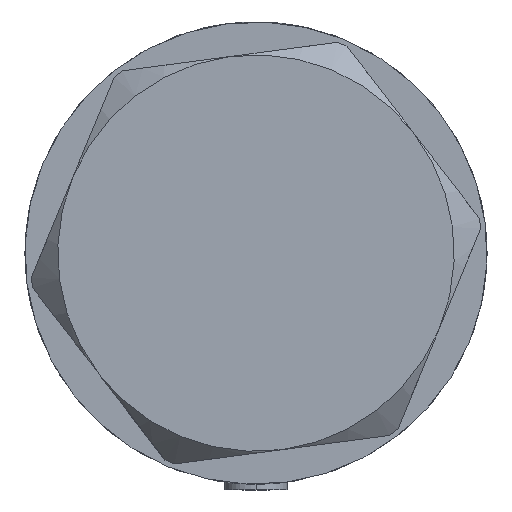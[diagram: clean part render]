
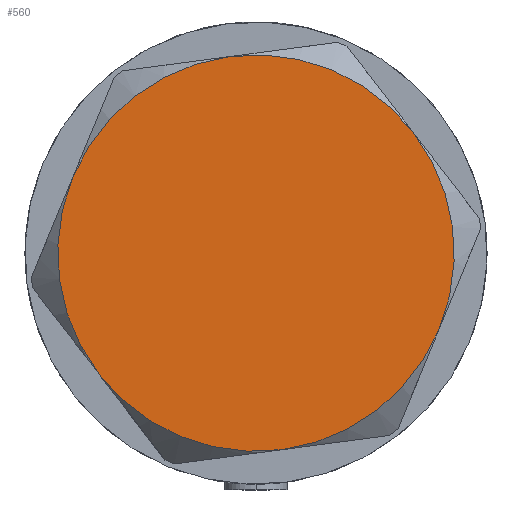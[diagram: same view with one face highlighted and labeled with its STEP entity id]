
A CAD part, left-side view. The second image highlights one B-rep face of the part: STEP entity #560.
In plain terms, the highlighted face is planar.
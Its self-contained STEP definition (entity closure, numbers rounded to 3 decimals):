
#242 = CARTESIAN_POINT ( 'NONE',  ( -37.75, 0., 13. ) ) ;
#308 = DIRECTION ( 'NONE',  ( 0., 0., 1. ) ) ;
#316 = ORIENTED_EDGE ( 'NONE', *, *, #2403, .T. ) ;
#389 = CIRCLE ( 'NONE', #2902, 37.75 ) ;
#456 = CIRCLE ( 'NONE', #4683, 37.75 ) ;
#472 = PLANE ( 'NONE',  #942 ) ;
#560 = ADVANCED_FACE ( 'NONE', ( #1149 ), #472, .T. ) ;
#572 = VERTEX_POINT ( 'NONE', #1921 ) ;
#585 = DIRECTION ( 'NONE',  ( 1., 0., 0. ) ) ;
#751 = DIRECTION ( 'NONE',  ( 0., 0., 1. ) ) ;
#770 = DIRECTION ( 'NONE',  ( 0., 0., 1. ) ) ;
#851 = VERTEX_POINT ( 'NONE', #242 ) ;
#882 = ORIENTED_EDGE ( 'NONE', *, *, #2611, .T. ) ;
#906 = DIRECTION ( 'NONE',  ( 1., 0., 0. ) ) ;
#942 = AXIS2_PLACEMENT_3D ( 'NONE', #2668, #770, #3369 ) ;
#1106 = CIRCLE ( 'NONE', #2673, 37.75 ) ;
#1149 = FACE_OUTER_BOUND ( 'NONE', #2893, .T. ) ;
#1298 = EDGE_CURVE ( 'NONE', #2572, #3245, #389, .T. ) ;
#1349 = ORIENTED_EDGE ( 'NONE', *, *, #1298, .T. ) ;
#1361 = AXIS2_PLACEMENT_3D ( 'NONE', #3331, #4493, #2653 ) ;
#1371 = ORIENTED_EDGE ( 'NONE', *, *, #4156, .T. ) ;
#1422 = DIRECTION ( 'NONE',  ( 0., 0., 1. ) ) ;
#1519 = CARTESIAN_POINT ( 'NONE',  ( -18.875, 32.692, 13. ) ) ;
#1588 = CARTESIAN_POINT ( 'NONE',  ( 37.75, 0., 13. ) ) ;
#1752 = ORIENTED_EDGE ( 'NONE', *, *, #4572, .T. ) ;
#1833 = CIRCLE ( 'NONE', #1361, 37.75 ) ;
#1921 = CARTESIAN_POINT ( 'NONE',  ( 18.875, 32.692, 13. ) ) ;
#2384 = CARTESIAN_POINT ( 'NONE',  ( 0., 0., 13. ) ) ;
#2403 = EDGE_CURVE ( 'NONE', #851, #2572, #456, .T. ) ;
#2563 = VERTEX_POINT ( 'NONE', #1519 ) ;
#2572 = VERTEX_POINT ( 'NONE', #3918 ) ;
#2611 = EDGE_CURVE ( 'NONE', #3481, #572, #1106, .T. ) ;
#2653 = DIRECTION ( 'NONE',  ( 1., 0., 0. ) ) ;
#2668 = CARTESIAN_POINT ( 'NONE',  ( 0., 0., 13. ) ) ;
#2673 = AXIS2_PLACEMENT_3D ( 'NONE', #2384, #3490, #906 ) ;
#2747 = AXIS2_PLACEMENT_3D ( 'NONE', #3629, #4755, #3045 ) ;
#2893 = EDGE_LOOP ( 'NONE', ( #4193, #882, #1752, #1371, #316, #1349 ) ) ;
#2902 = AXIS2_PLACEMENT_3D ( 'NONE', #4428, #308, #585 ) ;
#2914 = CARTESIAN_POINT ( 'NONE',  ( 0., 0., 13. ) ) ;
#3012 = DIRECTION ( 'NONE',  ( 1., 0., 0. ) ) ;
#3045 = DIRECTION ( 'NONE',  ( 1., 0., 0. ) ) ;
#3071 = AXIS2_PLACEMENT_3D ( 'NONE', #4018, #1422, #3674 ) ;
#3245 = VERTEX_POINT ( 'NONE', #3274 ) ;
#3274 = CARTESIAN_POINT ( 'NONE',  ( 18.875, -32.692, 13. ) ) ;
#3331 = CARTESIAN_POINT ( 'NONE',  ( 0., 0., 13. ) ) ;
#3369 = DIRECTION ( 'NONE',  ( 1., 0., 0. ) ) ;
#3463 = EDGE_CURVE ( 'NONE', #3245, #3481, #3915, .T. ) ;
#3481 = VERTEX_POINT ( 'NONE', #1588 ) ;
#3490 = DIRECTION ( 'NONE',  ( 0., 0., 1. ) ) ;
#3629 = CARTESIAN_POINT ( 'NONE',  ( 0., 0., 13. ) ) ;
#3674 = DIRECTION ( 'NONE',  ( 1., 0., 0. ) ) ;
#3915 = CIRCLE ( 'NONE', #2747, 37.75 ) ;
#3918 = CARTESIAN_POINT ( 'NONE',  ( -18.875, -32.692, 13. ) ) ;
#4018 = CARTESIAN_POINT ( 'NONE',  ( 0., 0., 13. ) ) ;
#4156 = EDGE_CURVE ( 'NONE', #2563, #851, #1833, .T. ) ;
#4193 = ORIENTED_EDGE ( 'NONE', *, *, #3463, .T. ) ;
#4428 = CARTESIAN_POINT ( 'NONE',  ( 0., 0., 13. ) ) ;
#4493 = DIRECTION ( 'NONE',  ( 0., 0., 1. ) ) ;
#4544 = CIRCLE ( 'NONE', #3071, 37.75 ) ;
#4572 = EDGE_CURVE ( 'NONE', #572, #2563, #4544, .T. ) ;
#4683 = AXIS2_PLACEMENT_3D ( 'NONE', #2914, #751, #3012 ) ;
#4755 = DIRECTION ( 'NONE',  ( 0., 0., 1. ) ) ;
